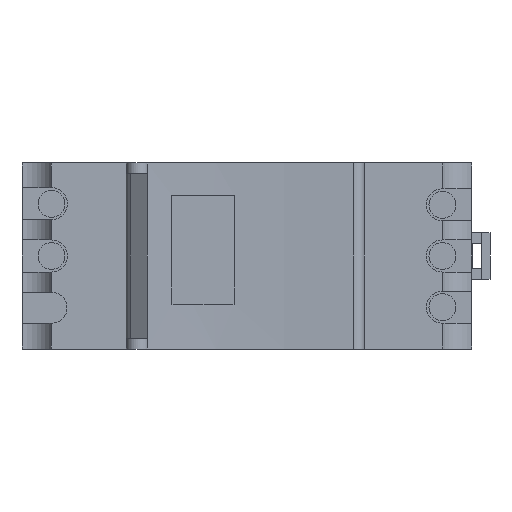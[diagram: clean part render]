
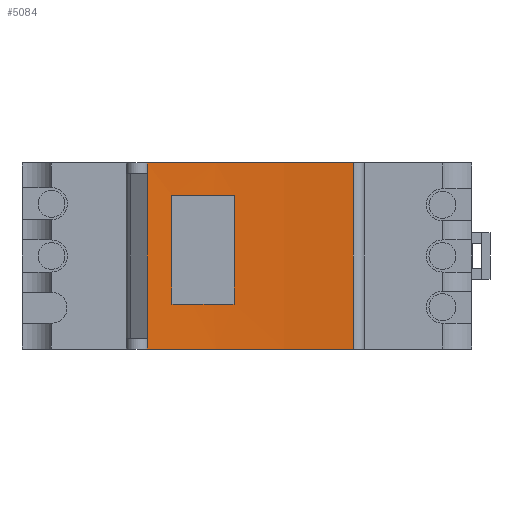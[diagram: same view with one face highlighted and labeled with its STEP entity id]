
A CAD part, left-side view. The second image highlights one B-rep face of the part: STEP entity #5084.
In plain terms, the highlighted cylindrical face has radius 221.509 mm (diameter 443.018 mm), a partial arc.
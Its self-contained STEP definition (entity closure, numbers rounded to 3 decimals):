
#58 = LINE ( 'NONE', #4259, #3583 ) ;
#142 = CARTESIAN_POINT ( 'NONE',  ( -19.639, -18.938, -18. ) ) ;
#197 = DIRECTION ( 'NONE',  ( 0., 0., -1. ) ) ;
#336 = DIRECTION ( 'NONE',  ( 0., 0., -1. ) ) ;
#442 = VECTOR ( 'NONE', #8338, 1000. ) ;
#489 = EDGE_CURVE ( 'NONE', #2513, #9338, #2446, .T. ) ;
#576 = CARTESIAN_POINT ( 'NONE',  ( -18.961, 4.099, -9.3 ) ) ;
#598 = VERTEX_POINT ( 'NONE', #5286 ) ;
#818 = CARTESIAN_POINT ( 'NONE',  ( -240.414, -0.917, -18. ) ) ;
#859 = VERTEX_POINT ( 'NONE', #8606 ) ;
#1059 = DIRECTION ( 'NONE',  ( 0., 0., -1. ) ) ;
#1299 = EDGE_LOOP ( 'NONE', ( #4301, #4443, #6432, #4082, #7020, #7626 ) ) ;
#1450 = CARTESIAN_POINT ( 'NONE',  ( -19.981, 20.899, -15.9 ) ) ;
#1527 = AXIS2_PLACEMENT_3D ( 'NONE', #7351, #5158, #4436 ) ;
#1615 = EDGE_CURVE ( 'NONE', #7044, #7333, #3096, .T. ) ;
#1741 = CARTESIAN_POINT ( 'NONE',  ( -240.414, -0.917, 11.7 ) ) ;
#1871 = ORIENTED_EDGE ( 'NONE', *, *, #7663, .T. ) ;
#1992 = CIRCLE ( 'NONE', #8871, 221.509 ) ;
#2054 = EDGE_CURVE ( 'NONE', #6109, #859, #2386, .T. ) ;
#2065 = DIRECTION ( 'NONE',  ( 0., 0., -1. ) ) ;
#2077 = DIRECTION ( 'NONE',  ( 0., 0., 1. ) ) ;
#2170 = VERTEX_POINT ( 'NONE', #5823 ) ;
#2195 = CARTESIAN_POINT ( 'NONE',  ( -19.981, 20.899, -15.9 ) ) ;
#2366 = DIRECTION ( 'NONE',  ( 0., 0., -1. ) ) ;
#2386 = LINE ( 'NONE', #1450, #6708 ) ;
#2446 = CIRCLE ( 'NONE', #1527, 221.509 ) ;
#2513 = VERTEX_POINT ( 'NONE', #576 ) ;
#2648 = EDGE_CURVE ( 'NONE', #5082, #7333, #4948, .T. ) ;
#2692 = FACE_BOUND ( 'NONE', #6385, .T. ) ;
#2834 = DIRECTION ( 'NONE',  ( 0., 0., -1. ) ) ;
#2945 = LINE ( 'NONE', #4899, #9023 ) ;
#3096 = CIRCLE ( 'NONE', #3988, 221.509 ) ;
#3169 = CIRCLE ( 'NONE', #4253, 221.509 ) ;
#3583 = VECTOR ( 'NONE', #6460, 1000. ) ;
#3758 = VERTEX_POINT ( 'NONE', #8715 ) ;
#3988 = AXIS2_PLACEMENT_3D ( 'NONE', #818, #2834, #5744 ) ;
#3990 = DIRECTION ( 'NONE',  ( 0., -1., 0. ) ) ;
#4060 = CARTESIAN_POINT ( 'NONE',  ( -19.559, 16.099, 18. ) ) ;
#4082 = ORIENTED_EDGE ( 'NONE', *, *, #9021, .T. ) ;
#4157 = CARTESIAN_POINT ( 'NONE',  ( -19.981, 20.899, -18. ) ) ;
#4253 = AXIS2_PLACEMENT_3D ( 'NONE', #6036, #2366, #7608 ) ;
#4259 = CARTESIAN_POINT ( 'NONE',  ( -18.961, 4.099, 18. ) ) ;
#4301 = ORIENTED_EDGE ( 'NONE', *, *, #1615, .T. ) ;
#4436 = DIRECTION ( 'NONE',  ( 0., -1., 0. ) ) ;
#4443 = ORIENTED_EDGE ( 'NONE', *, *, #2648, .F. ) ;
#4612 = FACE_OUTER_BOUND ( 'NONE', #1299, .T. ) ;
#4706 = CARTESIAN_POINT ( 'NONE',  ( -19.639, -18.938, 18. ) ) ;
#4817 = ORIENTED_EDGE ( 'NONE', *, *, #9380, .T. ) ;
#4899 = CARTESIAN_POINT ( 'NONE',  ( -19.981, 20.899, 18. ) ) ;
#4948 = LINE ( 'NONE', #4706, #442 ) ;
#4951 = EDGE_CURVE ( 'NONE', #2170, #5082, #3169, .T. ) ;
#5082 = VERTEX_POINT ( 'NONE', #7518 ) ;
#5084 = ADVANCED_FACE ( 'NONE', ( #2692, #4612 ), #8538, .F. ) ;
#5158 = DIRECTION ( 'NONE',  ( 0., 0., 1. ) ) ;
#5286 = CARTESIAN_POINT ( 'NONE',  ( -19.559, 16.099, 11.7 ) ) ;
#5404 = EDGE_CURVE ( 'NONE', #6109, #7044, #5509, .T. ) ;
#5509 = LINE ( 'NONE', #6114, #7260 ) ;
#5704 = VECTOR ( 'NONE', #2077, 1000. ) ;
#5708 = EDGE_CURVE ( 'NONE', #3758, #2513, #58, .T. ) ;
#5744 = DIRECTION ( 'NONE',  ( 0., 1., 0. ) ) ;
#5823 = CARTESIAN_POINT ( 'NONE',  ( -19.981, 20.899, 18. ) ) ;
#5911 = ORIENTED_EDGE ( 'NONE', *, *, #489, .T. ) ;
#6036 = CARTESIAN_POINT ( 'NONE',  ( -240.414, -0.917, 18. ) ) ;
#6109 = VERTEX_POINT ( 'NONE', #2195 ) ;
#6114 = CARTESIAN_POINT ( 'NONE',  ( -19.981, 20.899, 18. ) ) ;
#6168 = LINE ( 'NONE', #4060, #5704 ) ;
#6382 = AXIS2_PLACEMENT_3D ( 'NONE', #8381, #1059, #3990 ) ;
#6385 = EDGE_LOOP ( 'NONE', ( #4817, #6616, #5911, #1871 ) ) ;
#6432 = ORIENTED_EDGE ( 'NONE', *, *, #4951, .F. ) ;
#6460 = DIRECTION ( 'NONE',  ( 0., 0., -1. ) ) ;
#6616 = ORIENTED_EDGE ( 'NONE', *, *, #5708, .T. ) ;
#6708 = VECTOR ( 'NONE', #8045, 1000. ) ;
#6869 = CARTESIAN_POINT ( 'NONE',  ( -19.559, 16.099, -9.3 ) ) ;
#7020 = ORIENTED_EDGE ( 'NONE', *, *, #2054, .F. ) ;
#7044 = VERTEX_POINT ( 'NONE', #4157 ) ;
#7260 = VECTOR ( 'NONE', #197, 1000. ) ;
#7333 = VERTEX_POINT ( 'NONE', #142 ) ;
#7351 = CARTESIAN_POINT ( 'NONE',  ( -240.414, -0.917, -9.3 ) ) ;
#7518 = CARTESIAN_POINT ( 'NONE',  ( -19.639, -18.938, 18. ) ) ;
#7608 = DIRECTION ( 'NONE',  ( 0., 1., 0. ) ) ;
#7626 = ORIENTED_EDGE ( 'NONE', *, *, #5404, .T. ) ;
#7663 = EDGE_CURVE ( 'NONE', #9338, #598, #6168, .T. ) ;
#8045 = DIRECTION ( 'NONE',  ( 0., 0., 1. ) ) ;
#8338 = DIRECTION ( 'NONE',  ( 0., 0., -1. ) ) ;
#8370 = DIRECTION ( 'NONE',  ( 0., 1., 0. ) ) ;
#8381 = CARTESIAN_POINT ( 'NONE',  ( -240.414, -0.917, 18. ) ) ;
#8538 = CYLINDRICAL_SURFACE ( 'NONE', #6382, 221.509 ) ;
#8606 = CARTESIAN_POINT ( 'NONE',  ( -19.981, 20.899, 15.9 ) ) ;
#8715 = CARTESIAN_POINT ( 'NONE',  ( -18.961, 4.099, 11.7 ) ) ;
#8871 = AXIS2_PLACEMENT_3D ( 'NONE', #1741, #336, #8370 ) ;
#9021 = EDGE_CURVE ( 'NONE', #2170, #859, #2945, .T. ) ;
#9023 = VECTOR ( 'NONE', #2065, 1000. ) ;
#9338 = VERTEX_POINT ( 'NONE', #6869 ) ;
#9380 = EDGE_CURVE ( 'NONE', #598, #3758, #1992, .T. ) ;
